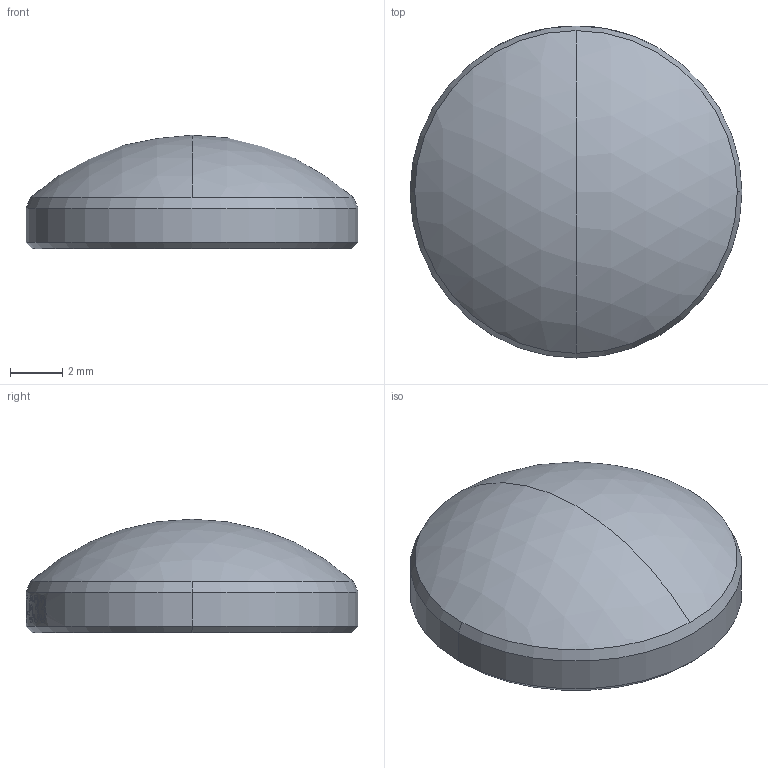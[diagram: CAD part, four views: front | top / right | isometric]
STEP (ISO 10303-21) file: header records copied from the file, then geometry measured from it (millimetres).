
FILE_DESCRIPTION (( 'STEP AP214' ), '1' );
FILE_NAME ('CTN014989-999.STEP', '2020-02-26T07:28:56', ( '' ), ( '' ), 'SwSTEP 2.0', 'SolidWorks 2018', '' );
FILE_SCHEMA (( 'AUTOMOTIVE_DESIGN' ));
Length unit declared in the file: millimetre
Products named in the file (2): CTN015008; CTN014989-999
Assembly tree (1 placements, depth 2):
  CTN014989-999
    CTN015008
Bounding box: 12.7 x 12.7 x 4.34 mm (x, y, z)
Volume: 395.2 mm3; surface area: 337.7 mm2
Topology: 1 solids, 1 shells, 24 faces, 140 edges, 133 vertices
Faces by surface type: cylinder 17, cone 4, sphere 2, plane 1
Entity records: 2440 total; most frequent: CARTESIAN_POINT 1197, ORIENTED_EDGE 280, DIRECTION 155, EDGE_CURVE 140, VERTEX_POINT 133, B_SPLINE_CURVE_WITH_KNOTS 78, AXIS2_PLACEMENT_3D 65, EDGE_LOOP 39
